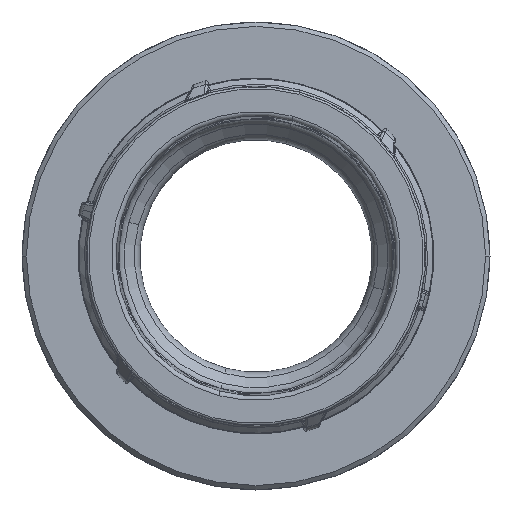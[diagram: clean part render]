
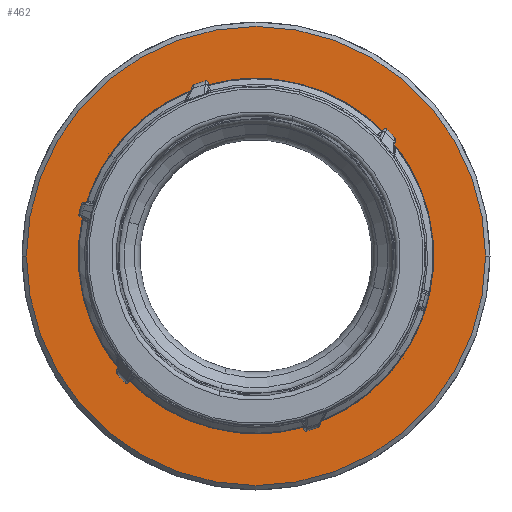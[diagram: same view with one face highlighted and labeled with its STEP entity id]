
A CAD part, front view. The second image highlights one B-rep face of the part: STEP entity #462.
In plain terms, the highlighted planar face has unit normal (0, -1, 0).
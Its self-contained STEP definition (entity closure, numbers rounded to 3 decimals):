
#462=ADVANCED_FACE('',(#1309,#1310),#1311,.F.);
#1309=FACE_OUTER_BOUND('',#2565,.T.);
#1310=FACE_BOUND('',#2566,.T.);
#1311=PLANE('',#2567);
#2565=EDGE_LOOP('',(#6241,#6242));
#2566=EDGE_LOOP('',(#6243,#6244,#6245));
#2567=AXIS2_PLACEMENT_3D('',#6246,#6247,#6248);
#6241=ORIENTED_EDGE('',*,*,#9547,.F.);
#6242=ORIENTED_EDGE('',*,*,#9538,.F.);
#6243=ORIENTED_EDGE('',*,*,#9542,.T.);
#6244=ORIENTED_EDGE('',*,*,#9548,.T.);
#6245=ORIENTED_EDGE('',*,*,#9543,.T.);
#6246=CARTESIAN_POINT('',(0.,0.,0.));
#6247=DIRECTION('',(0.0,1.0,0.0));
#6248=DIRECTION('',(1.0,0.0,-0.0));
#9538=EDGE_CURVE('',#11013,#11015,#11016,.T.);
#9542=EDGE_CURVE('',#11022,#11019,#11023,.T.);
#9543=EDGE_CURVE('',#11024,#11022,#11025,.T.);
#9547=EDGE_CURVE('',#11015,#11013,#11030,.T.);
#9548=EDGE_CURVE('',#11019,#11024,#11031,.T.);
#11013=VERTEX_POINT('',#13207);
#11015=VERTEX_POINT('',#13210);
#11016=CIRCLE('',#13211,50.75);
#11019=VERTEX_POINT('',#13215);
#11022=VERTEX_POINT('',#13219);
#11023=CIRCLE('',#13220,39.25);
#11024=VERTEX_POINT('',#13221);
#11025=CIRCLE('',#13222,39.25);
#11030=CIRCLE('',#13228,50.75);
#11031=CIRCLE('',#13229,39.25);
#13207=CARTESIAN_POINT('',(50.75,0.,0.));
#13210=CARTESIAN_POINT('',(-50.75,0.,0.));
#13211=AXIS2_PLACEMENT_3D('',#16654,#16655,#16656);
#13215=CARTESIAN_POINT('',(0.,0.,-39.25));
#13219=CARTESIAN_POINT('',(39.25,0.,0.));
#13220=AXIS2_PLACEMENT_3D('',#16659,#16660,#16661);
#13221=CARTESIAN_POINT('',(0.,0.,39.25));
#13222=AXIS2_PLACEMENT_3D('',#16662,#16663,#16664);
#13228=AXIS2_PLACEMENT_3D('',#16669,#16670,#16671);
#13229=AXIS2_PLACEMENT_3D('',#16672,#16673,#16674);
#16654=CARTESIAN_POINT('',(0.0,0.,0.0));
#16655=DIRECTION('',(-0.0,1.0,0.0));
#16656=DIRECTION('',(1.0,0.0,0.0));
#16659=CARTESIAN_POINT('',(0.0,0.,0.0));
#16660=DIRECTION('',(0.0,1.0,0.0));
#16661=DIRECTION('',(-1.0,0.0,0.0));
#16662=CARTESIAN_POINT('',(0.0,0.,0.0));
#16663=DIRECTION('',(0.0,1.0,0.0));
#16664=DIRECTION('',(-1.0,0.0,0.0));
#16669=CARTESIAN_POINT('',(0.0,0.,0.0));
#16670=DIRECTION('',(-0.0,1.0,0.0));
#16671=DIRECTION('',(1.0,0.0,0.0));
#16672=CARTESIAN_POINT('',(0.0,0.,0.0));
#16673=DIRECTION('',(0.0,1.0,0.0));
#16674=DIRECTION('',(-1.0,0.0,0.0));
